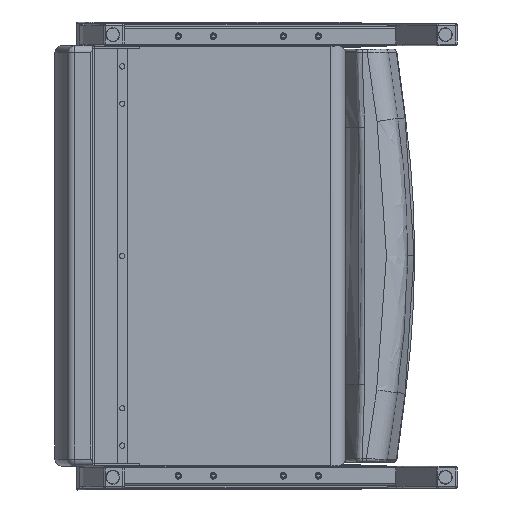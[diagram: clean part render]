
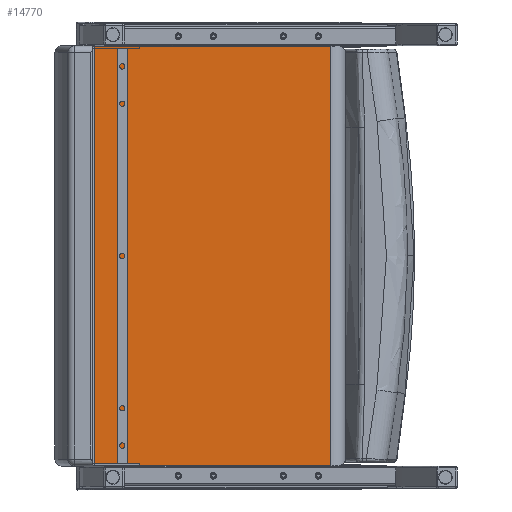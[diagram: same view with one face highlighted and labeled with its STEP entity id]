
A CAD part, front view. The second image highlights one B-rep face of the part: STEP entity #14770.
In plain terms, the highlighted face is planar.
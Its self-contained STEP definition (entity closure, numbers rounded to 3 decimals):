
#1335=PLANE('',#16562);
#2091=LINE('',#51732,#2927);
#2107=LINE('',#51866,#2943);
#2113=LINE('',#51953,#2949);
#2114=LINE('',#51955,#2950);
#2927=VECTOR('',#20490,0.394);
#2943=VECTOR('',#20566,0.394);
#2949=VECTOR('',#20628,0.394);
#2950=VECTOR('',#20631,0.394);
#4164=FACE_OUTER_BOUND('',#5275,.T.);
#5275=EDGE_LOOP('',(#12959,#12960,#12961,#12962));
#7309=VERTEX_POINT('',#51720);
#7310=VERTEX_POINT('',#51731);
#7334=VERTEX_POINT('',#51854);
#7335=VERTEX_POINT('',#51865);
#9185=EDGE_CURVE('',#7309,#7310,#2091,.T.);
#9224=EDGE_CURVE('',#7334,#7335,#2107,.T.);
#9249=EDGE_CURVE('',#7334,#7310,#2113,.T.);
#9250=EDGE_CURVE('',#7335,#7309,#2114,.T.);
#12959=ORIENTED_EDGE('',*,*,#9185,.F.);
#12960=ORIENTED_EDGE('',*,*,#9250,.F.);
#12961=ORIENTED_EDGE('',*,*,#9224,.F.);
#12962=ORIENTED_EDGE('',*,*,#9249,.T.);
#14770=ADVANCED_FACE('',(#4164),#1335,.T.);
#16562=AXIS2_PLACEMENT_3D('',#51954,#20629,#20630);
#20490=DIRECTION('',(1.,0.,0.));
#20566=DIRECTION('',(-1.,0.,0.));
#20628=DIRECTION('',(0.,0.,1.));
#20629=DIRECTION('center_axis',(0.,-1.,0.));
#20630=DIRECTION('ref_axis',(1.,0.,0.));
#20631=DIRECTION('',(0.,0.,1.));
#51720=CARTESIAN_POINT('',(-12.083,0.797,29.966));
#51731=CARTESIAN_POINT('',(4.791,0.797,29.966));
#51732=CARTESIAN_POINT('',(-9.146,0.797,29.966));
#51854=CARTESIAN_POINT('',(4.791,0.797,0.034));
#51865=CARTESIAN_POINT('',(-12.083,0.797,0.034));
#51866=CARTESIAN_POINT('',(-9.146,0.797,0.034));
#51953=CARTESIAN_POINT('',(4.791,0.797,0.));
#51954=CARTESIAN_POINT('Origin',(-12.083,0.797,0.));
#51955=CARTESIAN_POINT('',(-12.083,0.797,0.));
